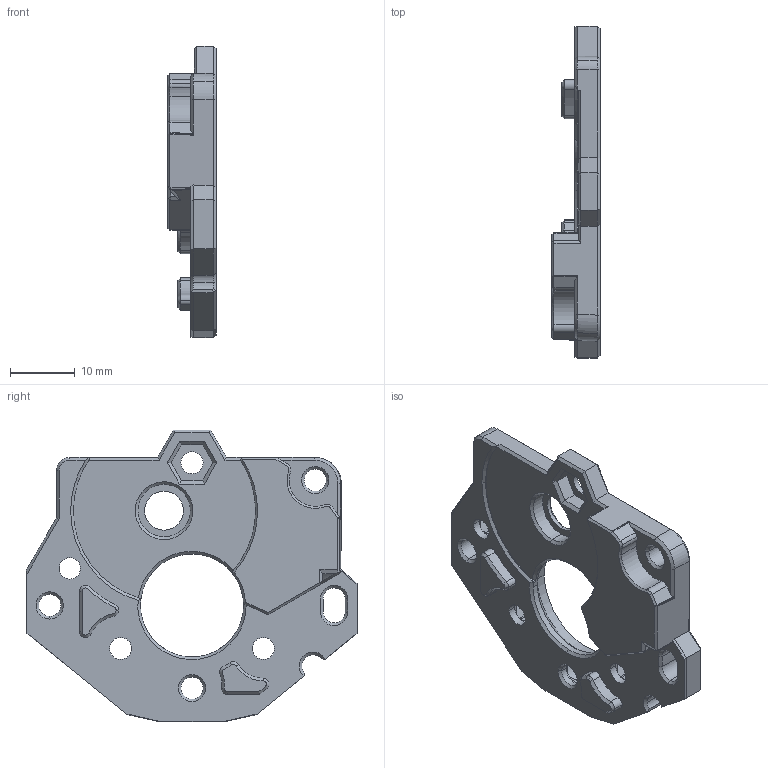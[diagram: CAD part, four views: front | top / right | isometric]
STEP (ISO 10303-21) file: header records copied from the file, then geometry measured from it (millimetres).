
FILE_DESCRIPTION (( 'STEP AP214' ), '1' );
FILE_NAME ('µç»ú°å.STEP', '2023-10-22T14:34:55', ( '' ), ( '' ), 'SwSTEP 2.0', 'SolidWorks 2022', '' );
FILE_SCHEMA (( 'AUTOMOTIVE_DESIGN' ));
Length unit declared in the file: millimetre
Products named in the file (1): 电机板
Bounding box: 7.4 x 51.14 x 44.93 mm (x, y, z)
Volume: 5970.1 mm3; surface area: 4449.8 mm2
Topology: 1 solids, 1 shells, 342 faces, 862 edges, 525 vertices
Faces by surface type: plane 175, cylinder 81, cone 69, bspline 17
Entity records: 10515 total; most frequent: CARTESIAN_POINT 2337, ORIENTED_EDGE 1724, DIRECTION 1657, EDGE_CURVE 862, VECTOR 557, LINE 557, AXIS2_PLACEMENT_3D 550, VERTEX_POINT 525
